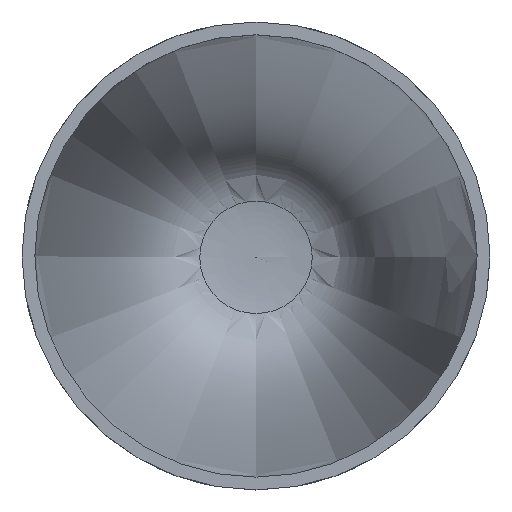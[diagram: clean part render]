
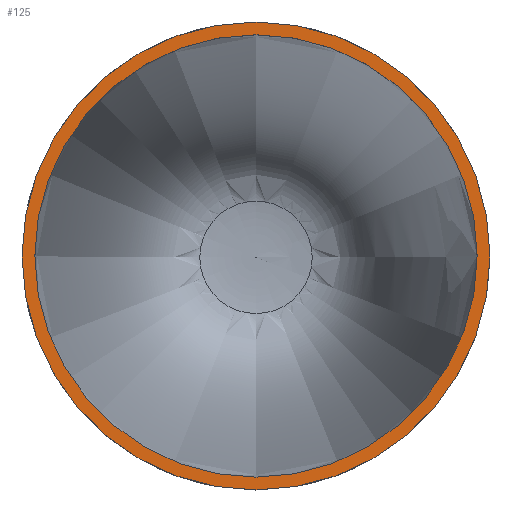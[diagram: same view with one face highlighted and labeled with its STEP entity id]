
A CAD part, top view. The second image highlights one B-rep face of the part: STEP entity #125.
In plain terms, the highlighted planar face has unit normal (0, 0, 1).
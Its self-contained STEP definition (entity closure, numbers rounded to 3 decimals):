
#30=FACE_BOUND('',#41,.T.);
#32=FACE_OUTER_BOUND('',#40,.T.);
#40=EDGE_LOOP('',(#89));
#41=EDGE_LOOP('',(#90));
#50=CIRCLE('',#148,322.486);
#51=CIRCLE('',#149,304.836);
#61=VERTEX_POINT('',#202);
#62=VERTEX_POINT('',#204);
#72=EDGE_CURVE('',#61,#61,#50,.T.);
#73=EDGE_CURVE('',#62,#62,#51,.T.);
#89=ORIENTED_EDGE('',*,*,#72,.T.);
#90=ORIENTED_EDGE('',*,*,#73,.F.);
#123=PLANE('',#147);
#125=ADVANCED_FACE('',(#32,#30),#123,.T.);
#147=AXIS2_PLACEMENT_3D('',#201,#165,#166);
#148=AXIS2_PLACEMENT_3D('',#203,#167,#168);
#149=AXIS2_PLACEMENT_3D('',#205,#169,#170);
#165=DIRECTION('center_axis',(0.,0.,1.));
#166=DIRECTION('ref_axis',(1.,0.,0.));
#167=DIRECTION('center_axis',(0.,0.,1.));
#168=DIRECTION('ref_axis',(1.,0.,0.));
#169=DIRECTION('center_axis',(0.,0.,1.));
#170=DIRECTION('ref_axis',(1.,0.,0.));
#201=CARTESIAN_POINT('Origin',(304.836,0.,1094.3));
#202=CARTESIAN_POINT('',(-322.486,0.,1094.3));
#203=CARTESIAN_POINT('Origin',(0.,0.,1094.3));
#204=CARTESIAN_POINT('',(-304.836,0.,1094.3));
#205=CARTESIAN_POINT('Origin',(0.,0.,1094.3));
